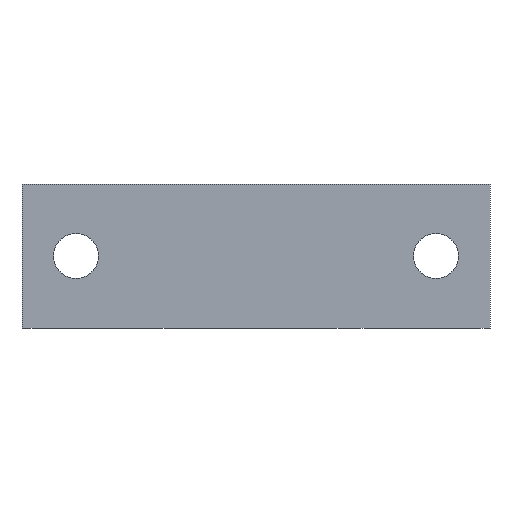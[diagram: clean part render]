
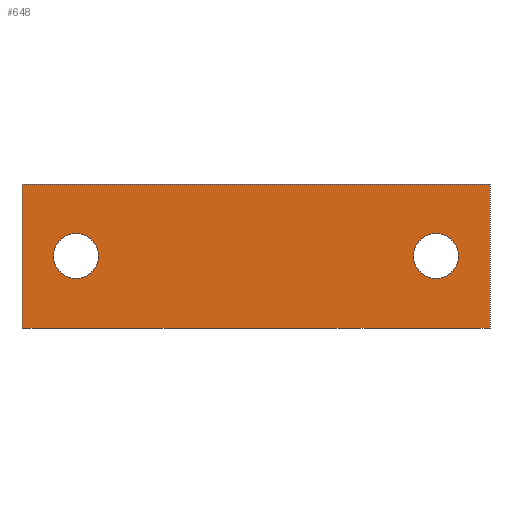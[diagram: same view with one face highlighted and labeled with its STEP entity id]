
A CAD part, front view. The second image highlights one B-rep face of the part: STEP entity #648.
In plain terms, the highlighted planar face has unit normal (0, -1, 0).
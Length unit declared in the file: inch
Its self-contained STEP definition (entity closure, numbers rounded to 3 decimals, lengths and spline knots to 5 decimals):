
#15 = ORIENTED_EDGE ( 'NONE', *, *, #355, .T. ) ;
#27 = ORIENTED_EDGE ( 'NONE', *, *, #49, .T. ) ;
#41 = CIRCLE ( 'NONE', #623, 0.078 ) ;
#44 = ORIENTED_EDGE ( 'NONE', *, *, #253, .T. ) ;
#49 = EDGE_CURVE ( 'NONE', #361, #1525, #1595, .T. ) ;
#177 = AXIS2_PLACEMENT_3D ( 'NONE', #1273, #1523, #216 ) ;
#214 = EDGE_CURVE ( 'NONE', #361, #572, #1670, .T. ) ;
#216 = DIRECTION ( 'NONE',  ( -1., 0., 0. ) ) ;
#217 = VERTEX_POINT ( 'NONE', #1537 ) ;
#221 = CARTESIAN_POINT ( 'NONE',  ( 0.78125, 0.02, 0. ) ) ;
#253 = EDGE_CURVE ( 'NONE', #1525, #217, #741, .T. ) ;
#283 = DIRECTION ( 'NONE',  ( 0., 1., 0. ) ) ;
#284 = CARTESIAN_POINT ( 'NONE',  ( -0.547, 0.02, -0.25 ) ) ;
#285 = VECTOR ( 'NONE', #1129, 39.37008 ) ;
#293 = CARTESIAN_POINT ( 'NONE',  ( -0.703, 0.02, -0.25 ) ) ;
#343 = EDGE_LOOP ( 'NONE', ( #1176, #624 ) ) ;
#355 = EDGE_CURVE ( 'NONE', #217, #572, #1077, .T. ) ;
#361 = VERTEX_POINT ( 'NONE', #944 ) ;
#373 = DIRECTION ( 'NONE',  ( 0., 0., 1. ) ) ;
#446 = CIRCLE ( 'NONE', #1390, 0.078 ) ;
#451 = VERTEX_POINT ( 'NONE', #284 ) ;
#473 = CARTESIAN_POINT ( 'NONE',  ( 0.8125, 0.02, 0. ) ) ;
#480 = FACE_OUTER_BOUND ( 'NONE', #911, .T. ) ;
#482 = CARTESIAN_POINT ( 'NONE',  ( -3., 0.02, -0.5 ) ) ;
#486 = ORIENTED_EDGE ( 'NONE', *, *, #758, .T. ) ;
#492 = DIRECTION ( 'NONE',  ( 0., 1., 0. ) ) ;
#529 = VERTEX_POINT ( 'NONE', #293 ) ;
#530 = CIRCLE ( 'NONE', #1528, 0.078 ) ;
#572 = VERTEX_POINT ( 'NONE', #1381 ) ;
#600 = VERTEX_POINT ( 'NONE', #1217 ) ;
#609 = FACE_BOUND ( 'NONE', #782, .T. ) ;
#623 = AXIS2_PLACEMENT_3D ( 'NONE', #1203, #283, #672 ) ;
#624 = ORIENTED_EDGE ( 'NONE', *, *, #929, .T. ) ;
#648 = ADVANCED_FACE ( 'NONE', ( #609, #808, #480 ), #1000, .F. ) ;
#672 = DIRECTION ( 'NONE',  ( -1., 0., 0. ) ) ;
#739 = CARTESIAN_POINT ( 'NONE',  ( -3., 0.02, -0.5 ) ) ;
#741 = LINE ( 'NONE', #221, #1313 ) ;
#758 = EDGE_CURVE ( 'NONE', #529, #451, #446, .T. ) ;
#769 = VECTOR ( 'NONE', #373, 39.37008 ) ;
#782 = EDGE_LOOP ( 'NONE', ( #486, #1386 ) ) ;
#798 = VERTEX_POINT ( 'NONE', #1169 ) ;
#808 = FACE_BOUND ( 'NONE', #343, .T. ) ;
#815 = VECTOR ( 'NONE', #934, 39.37008 ) ;
#884 = CIRCLE ( 'NONE', #177, 0.078 ) ;
#906 = AXIS2_PLACEMENT_3D ( 'NONE', #739, #1256, #1588 ) ;
#911 = EDGE_LOOP ( 'NONE', ( #15, #1290, #27, #44 ) ) ;
#912 = DIRECTION ( 'NONE',  ( -1., 0., 0. ) ) ;
#929 = EDGE_CURVE ( 'NONE', #600, #798, #41, .T. ) ;
#934 = DIRECTION ( 'NONE',  ( 0., 0., -1. ) ) ;
#944 = CARTESIAN_POINT ( 'NONE',  ( 0.8125, 0.02, -0.5 ) ) ;
#1000 = PLANE ( 'NONE',  #906 ) ;
#1033 = DIRECTION ( 'NONE',  ( -1., 0., 0. ) ) ;
#1064 = CARTESIAN_POINT ( 'NONE',  ( -0.625, 0.02, -0.25 ) ) ;
#1077 = LINE ( 'NONE', #1566, #815 ) ;
#1117 = EDGE_CURVE ( 'NONE', #798, #600, #884, .T. ) ;
#1129 = DIRECTION ( 'NONE',  ( -1., 0., 0. ) ) ;
#1169 = CARTESIAN_POINT ( 'NONE',  ( 0.547, 0.02, -0.25 ) ) ;
#1173 = DIRECTION ( 'NONE',  ( 0., 1., 0. ) ) ;
#1176 = ORIENTED_EDGE ( 'NONE', *, *, #1117, .T. ) ;
#1203 = CARTESIAN_POINT ( 'NONE',  ( 0.625, 0.02, -0.25 ) ) ;
#1217 = CARTESIAN_POINT ( 'NONE',  ( 0.703, 0.02, -0.25 ) ) ;
#1235 = EDGE_CURVE ( 'NONE', #451, #529, #530, .T. ) ;
#1256 = DIRECTION ( 'NONE',  ( 0., 1., 0. ) ) ;
#1258 = DIRECTION ( 'NONE',  ( -1., 0., 0. ) ) ;
#1273 = CARTESIAN_POINT ( 'NONE',  ( 0.625, 0.02, -0.25 ) ) ;
#1290 = ORIENTED_EDGE ( 'NONE', *, *, #214, .F. ) ;
#1313 = VECTOR ( 'NONE', #1258, 39.37008 ) ;
#1381 = CARTESIAN_POINT ( 'NONE',  ( -0.8125, 0.02, -0.5 ) ) ;
#1386 = ORIENTED_EDGE ( 'NONE', *, *, #1235, .T. ) ;
#1390 = AXIS2_PLACEMENT_3D ( 'NONE', #1411, #492, #1033 ) ;
#1400 = CARTESIAN_POINT ( 'NONE',  ( 0.8125, 0.02, -12. ) ) ;
#1411 = CARTESIAN_POINT ( 'NONE',  ( -0.625, 0.02, -0.25 ) ) ;
#1523 = DIRECTION ( 'NONE',  ( 0., 1., 0. ) ) ;
#1525 = VERTEX_POINT ( 'NONE', #473 ) ;
#1528 = AXIS2_PLACEMENT_3D ( 'NONE', #1064, #1173, #912 ) ;
#1537 = CARTESIAN_POINT ( 'NONE',  ( -0.8125, 0.02, 0. ) ) ;
#1566 = CARTESIAN_POINT ( 'NONE',  ( -0.8125, 0.02, -12. ) ) ;
#1588 = DIRECTION ( 'NONE',  ( 0., 0., 1. ) ) ;
#1595 = LINE ( 'NONE', #1400, #769 ) ;
#1670 = LINE ( 'NONE', #482, #285 ) ;
